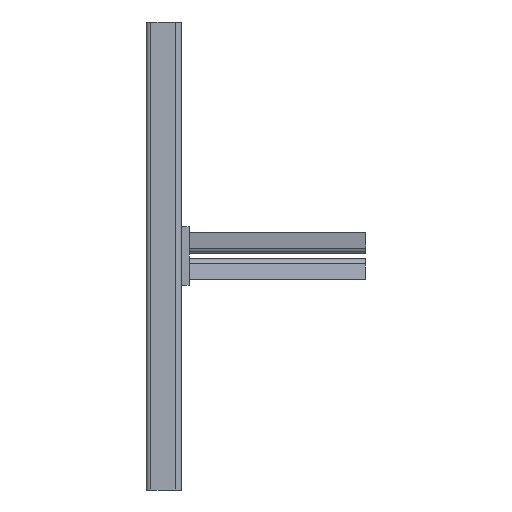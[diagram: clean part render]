
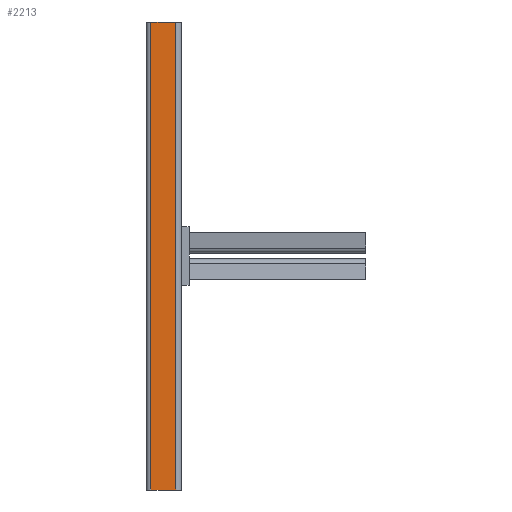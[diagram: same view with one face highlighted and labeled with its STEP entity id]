
A CAD part, left-side view. The second image highlights one B-rep face of the part: STEP entity #2213.
In plain terms, the highlighted planar face has unit normal (-1, 0, 0).
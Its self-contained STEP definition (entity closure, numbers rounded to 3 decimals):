
#472 = LINE ( 'NONE', #2271, #8148 ) ;
#581 = PLANE ( 'NONE',  #2149 ) ;
#1474 = DIRECTION ( 'NONE',  ( 1., 0., 0. ) ) ;
#2011 = LINE ( 'NONE', #2955, #9381 ) ;
#2018 = FACE_OUTER_BOUND ( 'NONE', #9105, .T. ) ;
#2149 = AXIS2_PLACEMENT_3D ( 'NONE', #5828, #1474, #9440 ) ;
#2213 = ADVANCED_FACE ( 'NONE', ( #2018 ), #581, .F. ) ;
#2271 = CARTESIAN_POINT ( 'NONE',  ( -25., -5., -397. ) ) ;
#2459 = VERTEX_POINT ( 'NONE', #2905 ) ;
#2739 = VECTOR ( 'NONE', #8539, 1000. ) ;
#2905 = CARTESIAN_POINT ( 'NONE',  ( -25., -26., 0. ) ) ;
#2955 = CARTESIAN_POINT ( 'NONE',  ( -25., -26., -397. ) ) ;
#3194 = CARTESIAN_POINT ( 'NONE',  ( -25., -5., 0. ) ) ;
#3298 = VECTOR ( 'NONE', #3753, 1000. ) ;
#3439 = CARTESIAN_POINT ( 'NONE',  ( -25., 0., -397. ) ) ;
#3736 = ORIENTED_EDGE ( 'NONE', *, *, #8336, .T. ) ;
#3753 = DIRECTION ( 'NONE',  ( 0., 1., 0. ) ) ;
#3986 = CARTESIAN_POINT ( 'NONE',  ( -25., -5., -397. ) ) ;
#4478 = EDGE_CURVE ( 'NONE', #7597, #6966, #472, .T. ) ;
#4553 = DIRECTION ( 'NONE',  ( 0., 0., 1. ) ) ;
#4912 = EDGE_CURVE ( 'NONE', #8531, #7597, #6684, .T. ) ;
#5265 = LINE ( 'NONE', #8105, #3298 ) ;
#5828 = CARTESIAN_POINT ( 'NONE',  ( -25., 0., -397. ) ) ;
#6103 = EDGE_CURVE ( 'NONE', #8531, #2459, #2011, .T. ) ;
#6684 = LINE ( 'NONE', #3439, #2739 ) ;
#6725 = ORIENTED_EDGE ( 'NONE', *, *, #4912, .F. ) ;
#6867 = ORIENTED_EDGE ( 'NONE', *, *, #4478, .F. ) ;
#6966 = VERTEX_POINT ( 'NONE', #3194 ) ;
#7597 = VERTEX_POINT ( 'NONE', #3986 ) ;
#8105 = CARTESIAN_POINT ( 'NONE',  ( -25., 0., 0. ) ) ;
#8148 = VECTOR ( 'NONE', #4553, 1000. ) ;
#8336 = EDGE_CURVE ( 'NONE', #2459, #6966, #5265, .T. ) ;
#8364 = CARTESIAN_POINT ( 'NONE',  ( -25., -26., -397. ) ) ;
#8427 = ORIENTED_EDGE ( 'NONE', *, *, #6103, .T. ) ;
#8531 = VERTEX_POINT ( 'NONE', #8364 ) ;
#8539 = DIRECTION ( 'NONE',  ( 0., 1., 0. ) ) ;
#9105 = EDGE_LOOP ( 'NONE', ( #3736, #6867, #6725, #8427 ) ) ;
#9381 = VECTOR ( 'NONE', #9550, 1000. ) ;
#9440 = DIRECTION ( 'NONE',  ( 0., 1., 0. ) ) ;
#9550 = DIRECTION ( 'NONE',  ( 0., 0., 1. ) ) ;
